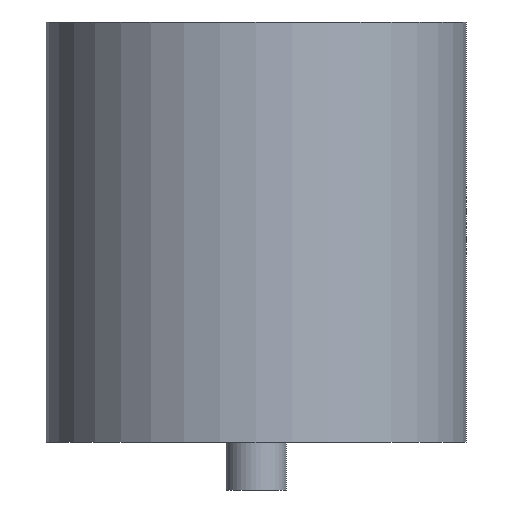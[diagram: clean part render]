
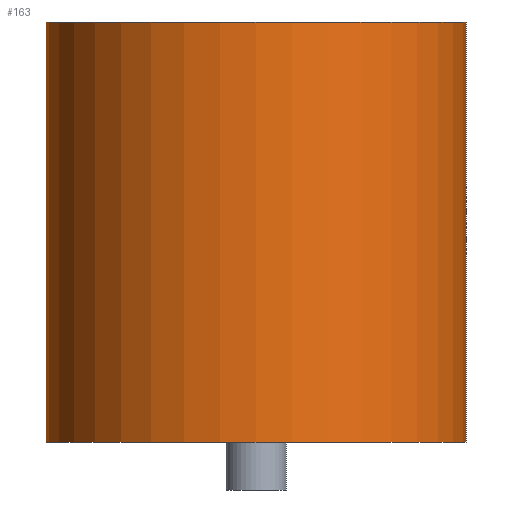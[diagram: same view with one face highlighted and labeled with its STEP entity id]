
A CAD part, front view. The second image highlights one B-rep face of the part: STEP entity #163.
In plain terms, the highlighted cylindrical face has radius 3.5 mm (diameter 7 mm), a full revolution.
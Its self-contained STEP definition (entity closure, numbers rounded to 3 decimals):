
#50=ORIENTED_EDGE('',*,*,#85,.T.);
#51=ORIENTED_EDGE('',*,*,#86,.F.);
#85=EDGE_CURVE('',#103,#103,#117,.T.);
#86=EDGE_CURVE('',#104,#104,#118,.T.);
#103=VERTEX_POINT('',#259);
#104=VERTEX_POINT('',#261);
#117=CIRCLE('',#193,3.5);
#118=CIRCLE('',#194,3.5);
#126=EDGE_LOOP('',(#50));
#127=EDGE_LOOP('',(#51));
#143=FACE_BOUND('',#126,.T.);
#144=FACE_BOUND('',#127,.T.);
#159=CYLINDRICAL_SURFACE('',#192,3.5);
#163=ADVANCED_FACE('',(#143,#144),#159,.T.);
#192=AXIS2_PLACEMENT_3D('',#257,#217,#218);
#193=AXIS2_PLACEMENT_3D('',#258,#219,#220);
#194=AXIS2_PLACEMENT_3D('',#260,#221,#222);
#217=DIRECTION('',(1.,0.,0.));
#218=DIRECTION('',(0.,0.,1.));
#219=DIRECTION('',(-1.,0.,0.));
#220=DIRECTION('',(0.,0.,1.));
#221=DIRECTION('',(-1.,0.,0.));
#222=DIRECTION('',(0.,0.,1.));
#257=CARTESIAN_POINT('',(0.,0.,0.));
#258=CARTESIAN_POINT('',(7.8,0.,0.));
#259=CARTESIAN_POINT('',(7.8,0.,3.5));
#260=CARTESIAN_POINT('',(0.8,0.,0.));
#261=CARTESIAN_POINT('',(0.8,0.,3.5));
